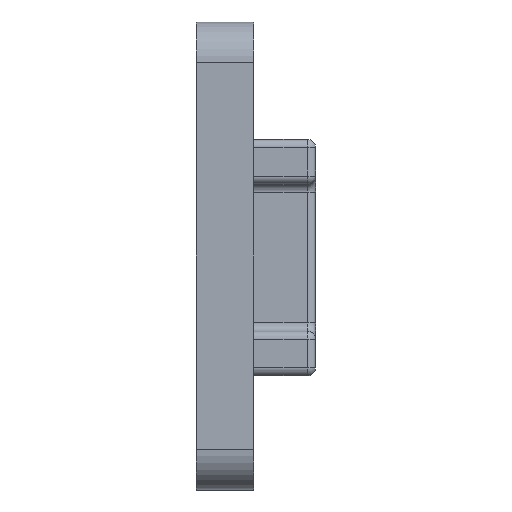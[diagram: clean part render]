
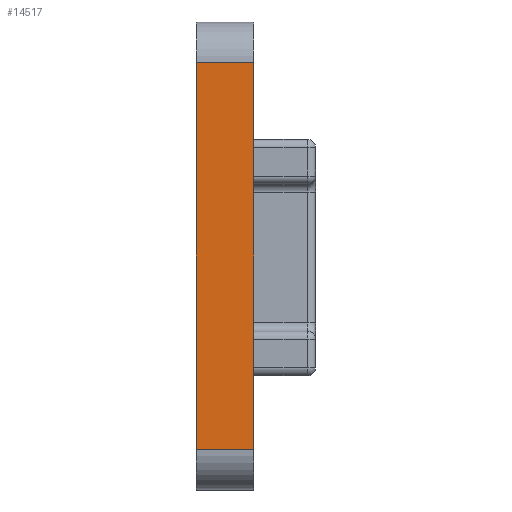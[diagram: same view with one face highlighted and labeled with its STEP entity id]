
A CAD part, front view. The second image highlights one B-rep face of the part: STEP entity #14517.
In plain terms, the highlighted planar face has unit normal (0, -1, 0).
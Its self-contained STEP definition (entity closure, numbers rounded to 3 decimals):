
#1084 = VECTOR ( 'NONE', #9909, 1000. ) ;
#1095 = DIRECTION ( 'NONE',  ( 0., 0., 1. ) ) ;
#1173 = CARTESIAN_POINT ( 'NONE',  ( 1.75, -18.65, -11.85 ) ) ;
#1176 = CARTESIAN_POINT ( 'NONE',  ( 1.75, -18.65, 14.35 ) ) ;
#1419 = EDGE_LOOP ( 'NONE', ( #13629, #7696, #8085, #11894 ) ) ;
#1900 = AXIS2_PLACEMENT_3D ( 'NONE', #23531, #14181, #1095 ) ;
#3233 = FACE_OUTER_BOUND ( 'NONE', #1419, .T. ) ;
#4639 = CARTESIAN_POINT ( 'NONE',  ( -1.75, -18.65, -11.85 ) ) ;
#5444 = CARTESIAN_POINT ( 'NONE',  ( -1.75, -18.65, 14.35 ) ) ;
#5519 = DIRECTION ( 'NONE',  ( 0., 0., -1. ) ) ;
#5810 = DIRECTION ( 'NONE',  ( -1., 0., 0. ) ) ;
#6278 = VERTEX_POINT ( 'NONE', #1173 ) ;
#6345 = LINE ( 'NONE', #7396, #21067 ) ;
#6731 = DIRECTION ( 'NONE',  ( 0., 0., -1. ) ) ;
#7396 = CARTESIAN_POINT ( 'NONE',  ( 1.75, -18.65, 11.85 ) ) ;
#7696 = ORIENTED_EDGE ( 'NONE', *, *, #17376, .T. ) ;
#8085 = ORIENTED_EDGE ( 'NONE', *, *, #21863, .F. ) ;
#8669 = VERTEX_POINT ( 'NONE', #4639 ) ;
#9909 = DIRECTION ( 'NONE',  ( 1., 0., 0. ) ) ;
#11448 = LINE ( 'NONE', #15544, #1084 ) ;
#11894 = ORIENTED_EDGE ( 'NONE', *, *, #14805, .T. ) ;
#11959 = VERTEX_POINT ( 'NONE', #23613 ) ;
#13261 = VECTOR ( 'NONE', #5519, 1000. ) ;
#13599 = VECTOR ( 'NONE', #6731, 1000. ) ;
#13629 = ORIENTED_EDGE ( 'NONE', *, *, #23526, .T. ) ;
#14181 = DIRECTION ( 'NONE',  ( 0., 1., 0. ) ) ;
#14333 = PLANE ( 'NONE',  #1900 ) ;
#14517 = ADVANCED_FACE ( 'NONE', ( #3233 ), #14333, .F. ) ;
#14805 = EDGE_CURVE ( 'NONE', #21069, #11959, #6345, .T. ) ;
#14890 = CARTESIAN_POINT ( 'NONE',  ( 1.75, -18.65, 11.85 ) ) ;
#15544 = CARTESIAN_POINT ( 'NONE',  ( 1.75, -18.65, -11.85 ) ) ;
#17046 = LINE ( 'NONE', #1176, #13599 ) ;
#17376 = EDGE_CURVE ( 'NONE', #8669, #6278, #11448, .T. ) ;
#19910 = LINE ( 'NONE', #5444, #13261 ) ;
#21067 = VECTOR ( 'NONE', #5810, 1000. ) ;
#21069 = VERTEX_POINT ( 'NONE', #14890 ) ;
#21863 = EDGE_CURVE ( 'NONE', #21069, #6278, #17046, .T. ) ;
#23526 = EDGE_CURVE ( 'NONE', #11959, #8669, #19910, .T. ) ;
#23531 = CARTESIAN_POINT ( 'NONE',  ( 1.75, -18.65, 14.35 ) ) ;
#23613 = CARTESIAN_POINT ( 'NONE',  ( -1.75, -18.65, 11.85 ) ) ;
